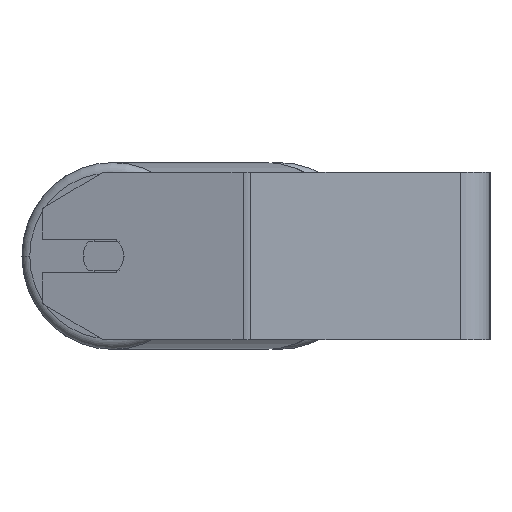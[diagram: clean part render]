
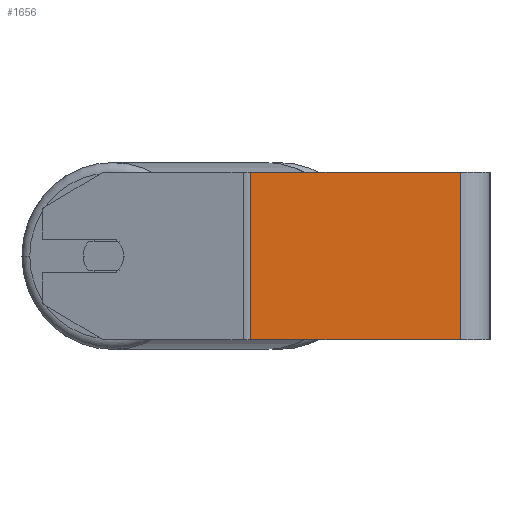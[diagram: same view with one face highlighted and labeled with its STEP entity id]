
A CAD part, left-side view. The second image highlights one B-rep face of the part: STEP entity #1656.
In plain terms, the highlighted planar face has unit normal (-1, 0, 0).
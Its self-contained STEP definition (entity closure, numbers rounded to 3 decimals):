
#20 = VERTEX_POINT ( 'NONE', #6876 ) ;
#449 = CARTESIAN_POINT ( 'NONE',  ( -490., 115.813, 40. ) ) ;
#735 = FACE_OUTER_BOUND ( 'NONE', #5696, .T. ) ;
#863 = VECTOR ( 'NONE', #7955, 1000. ) ;
#1275 = VERTEX_POINT ( 'NONE', #3781 ) ;
#1278 = DIRECTION ( 'NONE',  ( 0., 0., -1. ) ) ;
#1291 = VERTEX_POINT ( 'NONE', #8516 ) ;
#1382 = EDGE_CURVE ( 'NONE', #1291, #1275, #8649, .T. ) ;
#1656 = ADVANCED_FACE ( 'NONE', ( #735 ), #6708, .F. ) ;
#2152 = VECTOR ( 'NONE', #4409, 1000. ) ;
#2509 = ORIENTED_EDGE ( 'NONE', *, *, #6131, .T. ) ;
#2593 = DIRECTION ( 'NONE',  ( 0., 0., -1. ) ) ;
#3213 = VERTEX_POINT ( 'NONE', #4311 ) ;
#3301 = CARTESIAN_POINT ( 'NONE',  ( -490., 14., 40. ) ) ;
#3781 = CARTESIAN_POINT ( 'NONE',  ( -490., 14., -40. ) ) ;
#3786 = LINE ( 'NONE', #4587, #2152 ) ;
#3860 = VECTOR ( 'NONE', #6512, 1000. ) ;
#4311 = CARTESIAN_POINT ( 'NONE',  ( -490., 113.97, -40. ) ) ;
#4409 = DIRECTION ( 'NONE',  ( 0., -1., 0. ) ) ;
#4587 = CARTESIAN_POINT ( 'NONE',  ( -490., 115.813, -40. ) ) ;
#5380 = DIRECTION ( 'NONE',  ( 1., 0., 0. ) ) ;
#5460 = ORIENTED_EDGE ( 'NONE', *, *, #7108, .T. ) ;
#5696 = EDGE_LOOP ( 'NONE', ( #5460, #5877, #7120, #2509 ) ) ;
#5877 = ORIENTED_EDGE ( 'NONE', *, *, #1382, .F. ) ;
#6131 = EDGE_CURVE ( 'NONE', #20, #3213, #8615, .T. ) ;
#6315 = VECTOR ( 'NONE', #2593, 1000. ) ;
#6512 = DIRECTION ( 'NONE',  ( 0., -1., 0. ) ) ;
#6595 = LINE ( 'NONE', #449, #3860 ) ;
#6708 = PLANE ( 'NONE',  #8150 ) ;
#6876 = CARTESIAN_POINT ( 'NONE',  ( -490., 113.97, 40. ) ) ;
#7108 = EDGE_CURVE ( 'NONE', #3213, #1275, #3786, .T. ) ;
#7120 = ORIENTED_EDGE ( 'NONE', *, *, #7794, .F. ) ;
#7329 = CARTESIAN_POINT ( 'NONE',  ( -490., 115.813, 40. ) ) ;
#7794 = EDGE_CURVE ( 'NONE', #20, #1291, #6595, .T. ) ;
#7955 = DIRECTION ( 'NONE',  ( 0., 0., -1. ) ) ;
#8150 = AXIS2_PLACEMENT_3D ( 'NONE', #7329, #5380, #1278 ) ;
#8516 = CARTESIAN_POINT ( 'NONE',  ( -490., 14., 40. ) ) ;
#8615 = LINE ( 'NONE', #8666, #863 ) ;
#8649 = LINE ( 'NONE', #3301, #6315 ) ;
#8666 = CARTESIAN_POINT ( 'NONE',  ( -490., 113.97, 40. ) ) ;
